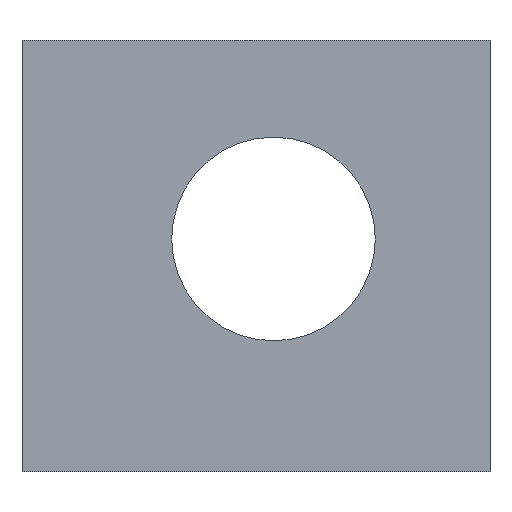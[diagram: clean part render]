
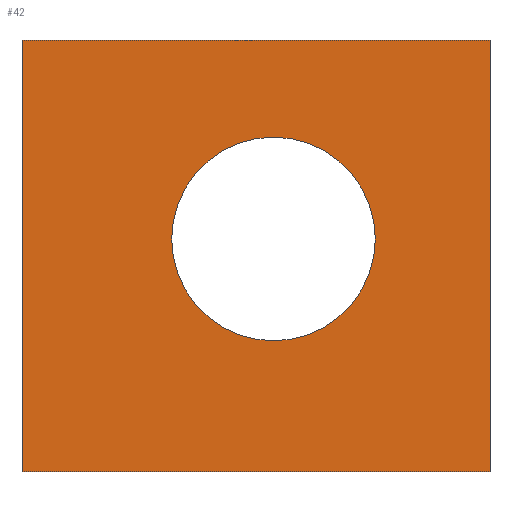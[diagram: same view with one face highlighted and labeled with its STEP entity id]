
A CAD part, top view. The second image highlights one B-rep face of the part: STEP entity #42.
In plain terms, the highlighted planar face has unit normal (0, 0, 1).
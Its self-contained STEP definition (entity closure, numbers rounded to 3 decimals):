
#13=FACE_BOUND('',#17,.T.);
#14=CIRCLE('',#65,3.058);
#15=FACE_OUTER_BOUND('',#16,.T.);
#16=EDGE_LOOP('',(#36,#37,#38,#39));
#17=EDGE_LOOP('',(#40));
#18=LINE('',#80,#22);
#19=LINE('',#82,#23);
#20=LINE('',#84,#24);
#21=LINE('',#85,#25);
#22=VECTOR('',#70,10.);
#23=VECTOR('',#71,10.);
#24=VECTOR('',#72,10.);
#25=VECTOR('',#73,10.);
#26=VERTEX_POINT('',#78);
#27=VERTEX_POINT('',#79);
#28=VERTEX_POINT('',#81);
#29=VERTEX_POINT('',#83);
#30=VERTEX_POINT('',#86);
#31=EDGE_CURVE('',#26,#27,#18,.T.);
#32=EDGE_CURVE('',#27,#28,#19,.T.);
#33=EDGE_CURVE('',#28,#29,#20,.T.);
#34=EDGE_CURVE('',#29,#26,#21,.T.);
#35=EDGE_CURVE('',#30,#30,#14,.T.);
#36=ORIENTED_EDGE('',*,*,#31,.T.);
#37=ORIENTED_EDGE('',*,*,#32,.T.);
#38=ORIENTED_EDGE('',*,*,#33,.T.);
#39=ORIENTED_EDGE('',*,*,#34,.T.);
#40=ORIENTED_EDGE('',*,*,#35,.T.);
#41=PLANE('',#64);
#42=ADVANCED_FACE('',(#15,#13),#41,.T.);
#64=AXIS2_PLACEMENT_3D('',#77,#68,#69);
#65=AXIS2_PLACEMENT_3D('',#87,#74,#75);
#68=DIRECTION('center_axis',(0.,0.,1.));
#69=DIRECTION('ref_axis',(1.,0.,0.));
#70=DIRECTION('',(1.,0.,0.));
#71=DIRECTION('',(0.,1.,0.));
#72=DIRECTION('',(-1.,0.,0.));
#73=DIRECTION('',(0.,-1.,0.));
#74=DIRECTION('center_axis',(0.,0.,-1.));
#75=DIRECTION('ref_axis',(-1.,0.,0.));
#77=CARTESIAN_POINT('Origin',(7.028,6.484,0.));
#78=CARTESIAN_POINT('',(0.,0.,0.));
#79=CARTESIAN_POINT('',(14.055,0.,0.));
#80=CARTESIAN_POINT('',(0.,0.,0.));
#81=CARTESIAN_POINT('',(14.055,12.968,0.));
#82=CARTESIAN_POINT('',(14.055,0.,0.));
#83=CARTESIAN_POINT('',(0.,12.968,0.));
#84=CARTESIAN_POINT('',(14.055,12.968,0.));
#85=CARTESIAN_POINT('',(0.,12.968,0.));
#86=CARTESIAN_POINT('',(10.611,6.995,0.));
#87=CARTESIAN_POINT('Origin',(7.553,6.995,0.));
